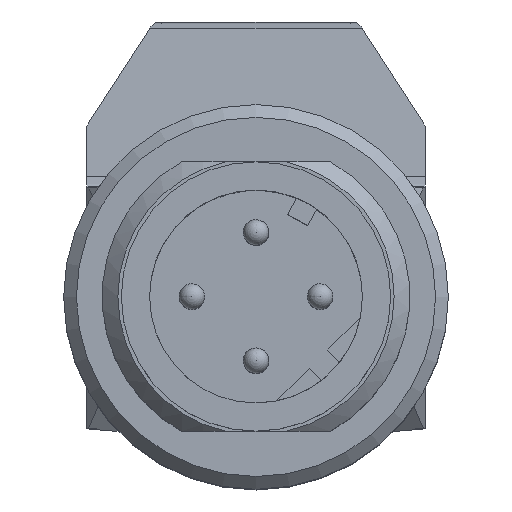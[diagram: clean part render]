
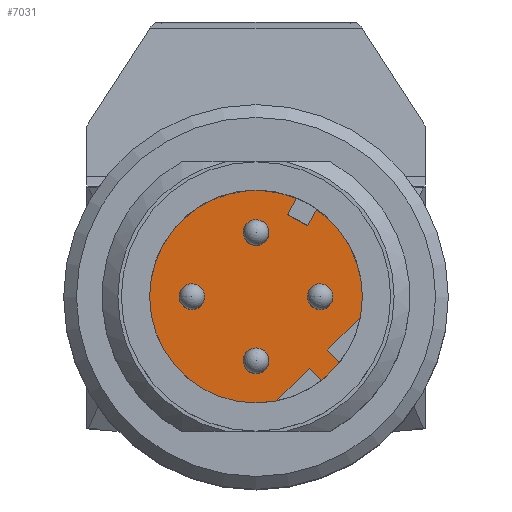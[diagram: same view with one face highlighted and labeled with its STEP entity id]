
A CAD part, top view. The second image highlights one B-rep face of the part: STEP entity #7031.
In plain terms, the highlighted planar face has unit normal (0, 0, 1).
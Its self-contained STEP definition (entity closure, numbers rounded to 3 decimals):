
#220=CIRCLE('',#7370,0.5);
#221=CIRCLE('',#7372,0.5);
#222=CIRCLE('',#7374,0.5);
#223=CIRCLE('',#7376,0.5);
#227=CIRCLE('',#7390,4.15);
#228=CIRCLE('',#7391,4.15);
#229=CIRCLE('',#7392,4.15);
#541=ORIENTED_EDGE('',*,*,#2042,.F.);
#542=ORIENTED_EDGE('',*,*,#2029,.T.);
#543=ORIENTED_EDGE('',*,*,#2033,.T.);
#544=ORIENTED_EDGE('',*,*,#2043,.F.);
#545=ORIENTED_EDGE('',*,*,#2037,.T.);
#546=ORIENTED_EDGE('',*,*,#2041,.T.);
#547=ORIENTED_EDGE('',*,*,#2044,.F.);
#548=ORIENTED_EDGE('',*,*,#2021,.T.);
#549=ORIENTED_EDGE('',*,*,#2011,.T.);
#550=ORIENTED_EDGE('',*,*,#2025,.T.);
#551=ORIENTED_EDGE('',*,*,#2015,.F.);
#552=ORIENTED_EDGE('',*,*,#2018,.F.);
#553=ORIENTED_EDGE('',*,*,#2017,.F.);
#554=ORIENTED_EDGE('',*,*,#2016,.F.);
#2011=EDGE_CURVE('',#2778,#2779,#3280,.T.);
#2015=EDGE_CURVE('',#2782,#2782,#220,.F.);
#2016=EDGE_CURVE('',#2783,#2783,#221,.F.);
#2017=EDGE_CURVE('',#2784,#2784,#222,.F.);
#2018=EDGE_CURVE('',#2785,#2785,#223,.F.);
#2021=EDGE_CURVE('',#2787,#2778,#3286,.T.);
#2025=EDGE_CURVE('',#2779,#2789,#3289,.T.);
#2029=EDGE_CURVE('',#2791,#2793,#3293,.T.);
#2033=EDGE_CURVE('',#2793,#2795,#3296,.T.);
#2037=EDGE_CURVE('',#2797,#2799,#3300,.T.);
#2041=EDGE_CURVE('',#2799,#2801,#3303,.T.);
#2042=EDGE_CURVE('',#2791,#2789,#227,.T.);
#2043=EDGE_CURVE('',#2797,#2795,#228,.T.);
#2044=EDGE_CURVE('',#2787,#2801,#229,.T.);
#2778=VERTEX_POINT('',#9544);
#2779=VERTEX_POINT('',#9545);
#2782=VERTEX_POINT('',#9553);
#2783=VERTEX_POINT('',#9556);
#2784=VERTEX_POINT('',#9559);
#2785=VERTEX_POINT('',#9562);
#2787=VERTEX_POINT('',#9566);
#2789=VERTEX_POINT('',#9575);
#2791=VERTEX_POINT('',#9580);
#2793=VERTEX_POINT('',#9584);
#2795=VERTEX_POINT('',#9592);
#2797=VERTEX_POINT('',#9597);
#2799=VERTEX_POINT('',#9601);
#2801=VERTEX_POINT('',#9609);
#3280=LINE('',#9543,#3851);
#3286=LINE('',#9568,#3857);
#3289=LINE('',#9576,#3860);
#3293=LINE('',#9585,#3864);
#3296=LINE('',#9593,#3867);
#3300=LINE('',#9602,#3871);
#3303=LINE('',#9610,#3874);
#3851=VECTOR('',#7980,1000.);
#3857=VECTOR('',#8004,1000.);
#3860=VECTOR('',#8013,1000.);
#3864=VECTOR('',#8019,1000.);
#3867=VECTOR('',#8028,1000.);
#3871=VECTOR('',#8034,1000.);
#3874=VECTOR('',#8043,1000.);
#4462=EDGE_LOOP('',(#541,#542,#543,#544,#545,#546,#547,#548,#549,#550));
#4463=EDGE_LOOP('',(#551));
#4464=EDGE_LOOP('',(#552));
#4465=EDGE_LOOP('',(#553));
#4466=EDGE_LOOP('',(#554));
#4797=FACE_BOUND('',#4462,.T.);
#4798=FACE_BOUND('',#4463,.T.);
#4799=FACE_BOUND('',#4464,.T.);
#4800=FACE_BOUND('',#4465,.T.);
#4801=FACE_BOUND('',#4466,.T.);
#5082=PLANE('',#7389);
#7031=ADVANCED_FACE('',(#4797,#4798,#4799,#4800,#4801),#5082,.F.);
#7370=AXIS2_PLACEMENT_3D('',#9552,#7986,#7987);
#7372=AXIS2_PLACEMENT_3D('',#9555,#7990,#7991);
#7374=AXIS2_PLACEMENT_3D('',#9558,#7994,#7995);
#7376=AXIS2_PLACEMENT_3D('',#9561,#7998,#7999);
#7389=AXIS2_PLACEMENT_3D('',#9611,#8044,#8045);
#7390=AXIS2_PLACEMENT_3D('',#9612,#8046,#8047);
#7391=AXIS2_PLACEMENT_3D('',#9613,#8048,#8049);
#7392=AXIS2_PLACEMENT_3D('',#9614,#8050,#8051);
#7980=DIRECTION('',(-0.879,0.477,0.));
#7986=DIRECTION('',(0.,0.,-1.));
#7987=DIRECTION('',(-1.,0.,0.));
#7990=DIRECTION('',(0.,0.,-1.));
#7991=DIRECTION('',(-1.,0.,0.));
#7994=DIRECTION('',(0.,0.,-1.));
#7995=DIRECTION('',(-1.,0.,0.));
#7998=DIRECTION('',(0.,0.,-1.));
#7999=DIRECTION('',(-1.,0.,0.));
#8004=DIRECTION('',(-0.477,-0.879,0.));
#8013=DIRECTION('',(0.477,0.879,0.));
#8019=DIRECTION('',(0.707,0.707,0.));
#8028=DIRECTION('',(0.707,-0.707,0.));
#8034=DIRECTION('',(-0.707,0.707,0.));
#8043=DIRECTION('',(0.707,0.707,0.));
#8044=DIRECTION('',(0.,0.,-1.));
#8045=DIRECTION('',(-1.,0.,0.));
#8046=DIRECTION('',(0.,0.,-1.));
#8047=DIRECTION('',(-1.,0.,0.));
#8048=DIRECTION('',(0.,0.,-1.));
#8049=DIRECTION('',(-1.,0.,0.));
#8050=DIRECTION('',(0.,0.,-1.));
#8051=DIRECTION('',(-1.,0.,0.));
#9543=CARTESIAN_POINT('',(2.018,2.773,-8.9));
#9544=CARTESIAN_POINT('',(2.018,2.773,-8.9));
#9545=CARTESIAN_POINT('',(1.227,3.203,-8.9));
#9552=CARTESIAN_POINT('',(0.,2.5,-8.9));
#9553=CARTESIAN_POINT('',(-0.5,2.5,-8.9));
#9555=CARTESIAN_POINT('',(0.,-2.5,-8.9));
#9556=CARTESIAN_POINT('',(-0.5,-2.5,-8.9));
#9558=CARTESIAN_POINT('',(-2.5,0.,-8.9));
#9559=CARTESIAN_POINT('',(-3.,0.,-8.9));
#9561=CARTESIAN_POINT('',(2.5,0.,-8.9));
#9562=CARTESIAN_POINT('',(2.,0.,-8.9));
#9566=CARTESIAN_POINT('',(2.364,3.411,-8.9));
#9568=CARTESIAN_POINT('',(2.388,3.455,-8.9));
#9575=CARTESIAN_POINT('',(1.573,3.84,-8.9));
#9576=CARTESIAN_POINT('',(1.227,3.203,-8.9));
#9580=CARTESIAN_POINT('',(0.809,-4.07,-8.9));
#9584=CARTESIAN_POINT('',(2.086,-2.793,-8.9));
#9585=CARTESIAN_POINT('',(0.746,-4.133,-8.9));
#9592=CARTESIAN_POINT('',(2.56,-3.267,-8.9));
#9593=CARTESIAN_POINT('',(2.086,-2.793,-8.9));
#9597=CARTESIAN_POINT('',(3.267,-2.56,-8.9));
#9601=CARTESIAN_POINT('',(2.793,-2.086,-8.9));
#9602=CARTESIAN_POINT('',(3.302,-2.595,-8.9));
#9609=CARTESIAN_POINT('',(4.07,-0.809,-8.9));
#9610=CARTESIAN_POINT('',(2.793,-2.086,-8.9));
#9611=CARTESIAN_POINT('',(0.,0.,-8.9));
#9612=CARTESIAN_POINT('',(0.,0.,-8.9));
#9613=CARTESIAN_POINT('',(0.,0.,-8.9));
#9614=CARTESIAN_POINT('',(0.,0.,-8.9));
